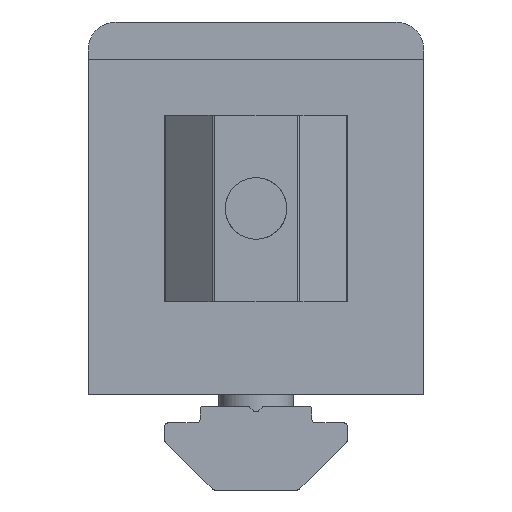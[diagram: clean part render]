
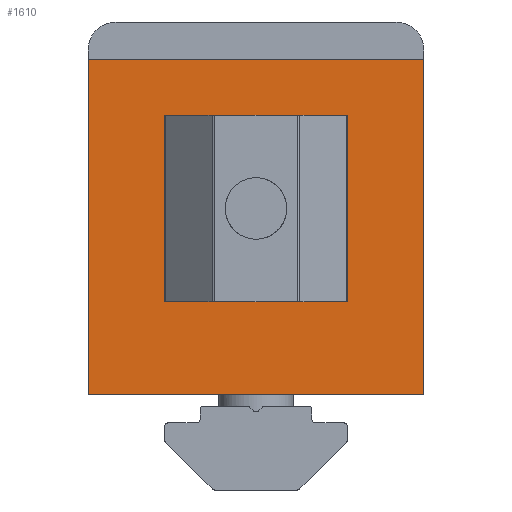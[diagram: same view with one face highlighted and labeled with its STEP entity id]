
A CAD part, front view. The second image highlights one B-rep face of the part: STEP entity #1610.
In plain terms, the highlighted face is planar.
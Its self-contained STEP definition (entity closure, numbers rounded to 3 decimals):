
#1610=ADVANCED_FACE('',(#1765,#1766),#1767,.T.);
#1765=FACE_BOUND('',#1978,.T.);
#1766=FACE_OUTER_BOUND('',#1979,.T.);
#1767=PLANE('',#1980);
#1978=EDGE_LOOP('',(#2351,#2352,#2353,#2354,#2355,#2356,#2357,#2358));
#1979=EDGE_LOOP('',(#2359,#2360,#2361,#2362));
#1980=AXIS2_PLACEMENT_3D('',#2363,#2364,#2365);
#2351=ORIENTED_EDGE('',*,*,#3007,.T.);
#2352=ORIENTED_EDGE('',*,*,#3008,.T.);
#2353=ORIENTED_EDGE('',*,*,#3009,.T.);
#2354=ORIENTED_EDGE('',*,*,#2986,.T.);
#2355=ORIENTED_EDGE('',*,*,#2980,.T.);
#2356=ORIENTED_EDGE('',*,*,#2983,.T.);
#2357=ORIENTED_EDGE('',*,*,#3010,.T.);
#2358=ORIENTED_EDGE('',*,*,#3011,.T.);
#2359=ORIENTED_EDGE('',*,*,#3012,.F.);
#2360=ORIENTED_EDGE('',*,*,#3013,.T.);
#2361=ORIENTED_EDGE('',*,*,#2998,.T.);
#2362=ORIENTED_EDGE('',*,*,#3014,.F.);
#2363=CARTESIAN_POINT('',(0.0,10.255,-9.0));
#2364=DIRECTION('',(-1.0,0.,0.0));
#2365=DIRECTION('',(0.,-1.0,0.0));
#2980=EDGE_CURVE('',#3259,#3263,#3265,.F.);
#2983=EDGE_CURVE('',#3263,#3268,#3270,.T.);
#2986=EDGE_CURVE('',#3272,#3259,#3275,.T.);
#2998=EDGE_CURVE('',#3292,#3297,#3299,.T.);
#3007=EDGE_CURVE('',#3316,#3317,#3318,.F.);
#3008=EDGE_CURVE('',#3317,#3319,#3320,.T.);
#3009=EDGE_CURVE('',#3319,#3272,#3321,.F.);
#3010=EDGE_CURVE('',#3268,#3322,#3323,.F.);
#3011=EDGE_CURVE('',#3322,#3316,#3324,.T.);
#3012=EDGE_CURVE('',#3325,#3326,#3327,.T.);
#3013=EDGE_CURVE('',#3325,#3292,#3328,.T.);
#3014=EDGE_CURVE('',#3326,#3297,#3329,.T.);
#3259=VERTEX_POINT('',#3704);
#3263=VERTEX_POINT('',#3709);
#3265=CIRCLE('',#3712,1.0);
#3268=VERTEX_POINT('',#3716);
#3270=LINE('',#3719,#3720);
#3272=VERTEX_POINT('',#3722);
#3275=LINE('',#3727,#3728);
#3292=VERTEX_POINT('',#3749);
#3297=VERTEX_POINT('',#3756);
#3299=LINE('',#3759,#3760);
#3316=VERTEX_POINT('',#3785);
#3317=VERTEX_POINT('',#3786);
#3318=CIRCLE('',#3787,1.0);
#3319=VERTEX_POINT('',#3788);
#3320=LINE('',#3789,#3790);
#3321=CIRCLE('',#3791,1.0);
#3322=VERTEX_POINT('',#3792);
#3323=CIRCLE('',#3793,1.0);
#3324=LINE('',#3794,#3795);
#3325=VERTEX_POINT('',#3796);
#3326=VERTEX_POINT('',#3797);
#3327=LINE('',#3798,#3799);
#3328=LINE('',#3800,#3801);
#3329=LINE('',#3802,#3803);
#3704=CARTESIAN_POINT('',(0.0,14.,1.15));
#3709=CARTESIAN_POINT('',(0.0,13.,2.15));
#3712=AXIS2_PLACEMENT_3D('',#4345,#4346,#4347);
#3716=CARTESIAN_POINT('',(0.0,8.,2.15));
#3719=CARTESIAN_POINT('',(0.0,10.255,2.15));
#3720=VECTOR('',#4350,1.0);
#3722=CARTESIAN_POINT('',(0.,14.,-1.15));
#3727=CARTESIAN_POINT('',(0.,14.,-9.0));
#3728=VECTOR('',#4353,1.0);
#3749=CARTESIAN_POINT('',(0.,0.0,-9.0));
#3756=CARTESIAN_POINT('',(0.,0.0,9.0));
#3759=CARTESIAN_POINT('',(0.,0.0,-9.0));
#3760=VECTOR('',#4373,1.0);
#3785=CARTESIAN_POINT('',(0.0,7.,-1.15));
#3786=CARTESIAN_POINT('',(0.0,8.,-2.15));
#3787=AXIS2_PLACEMENT_3D('',#4382,#4383,#4384);
#3788=CARTESIAN_POINT('',(0.0,13.,-2.15));
#3789=CARTESIAN_POINT('',(0.0,10.255,-2.15));
#3790=VECTOR('',#4385,1.0);
#3791=AXIS2_PLACEMENT_3D('',#4386,#4387,#4388);
#3792=CARTESIAN_POINT('',(0.0,7.,1.15));
#3793=AXIS2_PLACEMENT_3D('',#4389,#4390,#4391);
#3794=CARTESIAN_POINT('',(0.,7.,-9.0));
#3795=VECTOR('',#4392,1.0);
#3796=CARTESIAN_POINT('',(0.,18.0,-9.0));
#3797=CARTESIAN_POINT('',(0.,18.0,9.0));
#3798=CARTESIAN_POINT('',(0.0,18.0,-29.006));
#3799=VECTOR('',#4393,1.0);
#3800=CARTESIAN_POINT('',(0.0,10.255,-9.0));
#3801=VECTOR('',#4394,1.0);
#3802=CARTESIAN_POINT('',(0.0,10.255,9.0));
#3803=VECTOR('',#4395,1.0);
#4345=CARTESIAN_POINT('',(0.0,13.,1.15));
#4346=DIRECTION('',(-1.0,0.,0.0));
#4347=DIRECTION('',(0.,-1.0,0.0));
#4350=DIRECTION('',(0.,-1.0,0.0));
#4353=DIRECTION('',(0.0,0.0,1.0));
#4373=DIRECTION('',(0.0,0.0,1.0));
#4382=CARTESIAN_POINT('',(0.0,8.,-1.15));
#4383=DIRECTION('',(-1.0,0.,0.0));
#4384=DIRECTION('',(0.,-1.0,0.0));
#4385=DIRECTION('',(0.,1.0,0.0));
#4386=CARTESIAN_POINT('',(0.0,13.,-1.15));
#4387=DIRECTION('',(-1.0,0.,0.0));
#4388=DIRECTION('',(0.,-1.0,0.0));
#4389=CARTESIAN_POINT('',(0.0,8.,1.15));
#4390=DIRECTION('',(-1.0,0.,0.0));
#4391=DIRECTION('',(0.,-1.0,0.0));
#4392=DIRECTION('',(0.0,0.0,-1.0));
#4393=DIRECTION('',(0.0,0.0,1.0));
#4394=DIRECTION('',(0.,-1.0,0.0));
#4395=DIRECTION('',(0.,-1.0,0.0));
